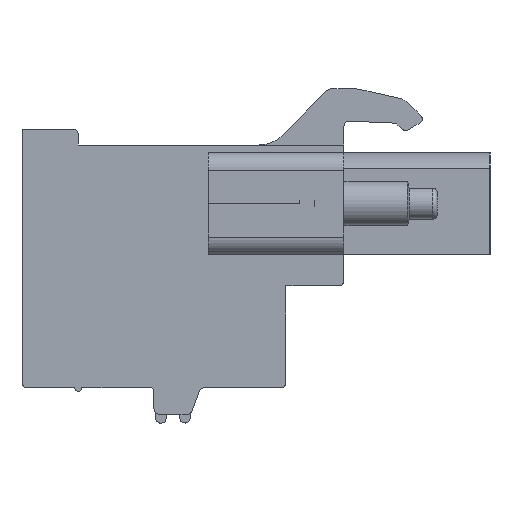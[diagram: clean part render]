
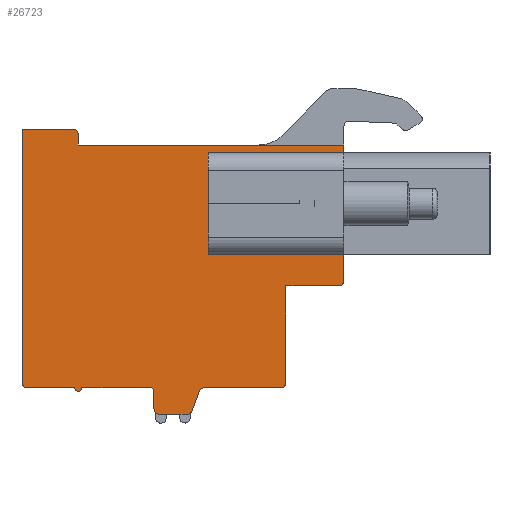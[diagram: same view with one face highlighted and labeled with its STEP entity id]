
A CAD part, left-side view. The second image highlights one B-rep face of the part: STEP entity #26723.
In plain terms, the highlighted planar face has unit normal (-1, 0, 0).
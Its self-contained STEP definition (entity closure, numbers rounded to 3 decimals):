
#4636=DIRECTION('',(0.,0.,1.));
#4637=VECTOR('',#4636,5.8);
#4638=CARTESIAN_POINT('',(-122.54,2.04,0.73));
#4639=LINE('',#4638,#4637);
#4688=DIRECTION('',(0.,0.,1.));
#4689=VECTOR('',#4688,5.8);
#4690=CARTESIAN_POINT('',(-122.54,-4.06,0.73));
#4691=LINE('',#4690,#4689);
#4692=DIRECTION('',(0.,1.,0.));
#4693=VECTOR('',#4692,6.1);
#4694=CARTESIAN_POINT('',(-122.54,-4.06,0.73));
#4695=LINE('',#4694,#4693);
#4696=DIRECTION('',(0.,1.,0.));
#4697=VECTOR('',#4696,6.1);
#4698=CARTESIAN_POINT('',(-122.54,-4.06,6.53));
#4699=LINE('',#4698,#4697);
#4700=CARTESIAN_POINT('',(-122.54,-5.36,-0.74));
#4701=DIRECTION('',(1.,0.,0.));
#4702=DIRECTION('',(0.,-1.,0.));
#4703=AXIS2_PLACEMENT_3D('',#4700,#4701,#4702);
#4705=DIRECTION('',(0.,-1.,0.));
#4706=VECTOR('',#4705,3.);
#4707=CARTESIAN_POINT('',(-122.54,-2.36,-1.04));
#4708=LINE('',#4707,#4706);
#4709=CARTESIAN_POINT('',(-122.54,-2.06,-6.54));
#4710=DIRECTION('',(1.,0.,0.));
#4711=DIRECTION('',(0.,-1.,0.));
#4712=AXIS2_PLACEMENT_3D('',#4709,#4710,#4711);
#4714=DIRECTION('',(0.,1.,0.));
#4715=VECTOR('',#4714,4.34);
#4716=CARTESIAN_POINT('',(-122.54,-2.06,-6.84));
#4717=LINE('',#4716,#4715);
#4718=CARTESIAN_POINT('',(-122.54,2.28,-7.14));
#4719=DIRECTION('',(-1.,0.,0.));
#4720=DIRECTION('',(0.,0.,1.));
#4721=AXIS2_PLACEMENT_3D('',#4718,#4719,#4720);
#4723=DIRECTION('',(0.,0.345,-0.939));
#4724=VECTOR('',#4723,1.179);
#4725=CARTESIAN_POINT('',(-122.54,2.562,-7.037));
#4726=LINE('',#4725,#4724);
#4727=CARTESIAN_POINT('',(-122.54,3.25,-8.04));
#4728=DIRECTION('',(1.,0.,0.));
#4729=DIRECTION('',(0.,-0.939,-0.345));
#4730=AXIS2_PLACEMENT_3D('',#4727,#4728,#4729);
#4732=DIRECTION('',(0.,1.,0.));
#4733=VECTOR('',#4732,1.59);
#4734=CARTESIAN_POINT('',(-122.54,3.25,-8.34));
#4735=LINE('',#4734,#4733);
#4736=CARTESIAN_POINT('',(-122.54,4.84,-8.04));
#4737=DIRECTION('',(1.,0.,0.));
#4738=DIRECTION('',(0.,0.,-1.));
#4739=AXIS2_PLACEMENT_3D('',#4736,#4737,#4738);
#4741=DIRECTION('',(0.,0.,1.));
#4742=VECTOR('',#4741,1.);
#4743=CARTESIAN_POINT('',(-122.54,5.14,-8.04));
#4744=LINE('',#4743,#4742);
#4745=CARTESIAN_POINT('',(-122.54,5.34,-7.04));
#4746=DIRECTION('',(-1.,0.,0.));
#4747=DIRECTION('',(0.,-1.,0.));
#4748=AXIS2_PLACEMENT_3D('',#4745,#4746,#4747);
#4750=DIRECTION('',(0.,1.,0.));
#4751=VECTOR('',#4750,3.9);
#4752=CARTESIAN_POINT('',(-122.54,5.34,-6.84));
#4753=LINE('',#4752,#4751);
#4754=CARTESIAN_POINT('',(-122.54,9.44,-6.84));
#4755=DIRECTION('',(1.,0.,0.));
#4756=DIRECTION('',(0.,-1.,0.));
#4757=AXIS2_PLACEMENT_3D('',#4754,#4755,#4756);
#4759=DIRECTION('',(0.,1.,0.));
#4760=VECTOR('',#4759,2.7);
#4761=CARTESIAN_POINT('',(-122.54,9.64,-6.84));
#4762=LINE('',#4761,#4760);
#4763=CARTESIAN_POINT('',(-122.54,12.34,-6.54));
#4764=DIRECTION('',(1.,0.,0.));
#4765=DIRECTION('',(0.,0.,-1.));
#4766=AXIS2_PLACEMENT_3D('',#4763,#4764,#4765);
#4768=DIRECTION('',(0.,0.,1.));
#4769=VECTOR('',#4768,14.4);
#4770=CARTESIAN_POINT('',(-122.54,12.64,-6.54));
#4771=LINE('',#4770,#4769);
#4772=DIRECTION('',(0.,-1.,0.));
#4773=VECTOR('',#4772,2.9);
#4774=CARTESIAN_POINT('',(-122.54,12.64,7.86));
#4775=LINE('',#4774,#4773);
#4776=CARTESIAN_POINT('',(-122.54,9.74,7.56));
#4777=DIRECTION('',(1.,0.,0.));
#4778=DIRECTION('',(0.,0.,1.));
#4779=AXIS2_PLACEMENT_3D('',#4776,#4777,#4778);
#4781=DIRECTION('',(0.,0.,-1.));
#4782=VECTOR('',#4781,0.6);
#4783=CARTESIAN_POINT('',(-122.54,9.44,7.56));
#4784=LINE('',#4783,#4782);
#4785=DIRECTION('',(0.,-1.,0.));
#4786=VECTOR('',#4785,15.1);
#4787=CARTESIAN_POINT('',(-122.54,9.44,6.96));
#4788=LINE('',#4787,#4786);
#4789=DIRECTION('',(0.,0.,-1.));
#4790=VECTOR('',#4789,7.7);
#4791=CARTESIAN_POINT('',(-122.54,-5.66,6.96));
#4792=LINE('',#4791,#4790);
#4805=DIRECTION('',(0.,0.,1.));
#4806=VECTOR('',#4805,5.5);
#4807=CARTESIAN_POINT('',(-122.54,-2.36,-6.54));
#4808=LINE('',#4807,#4806);
#15257=CARTESIAN_POINT('',(-122.54,9.44,6.96));
#15258=CARTESIAN_POINT('',(-122.54,-5.66,6.96));
#15259=VERTEX_POINT('',#15257);
#15260=VERTEX_POINT('',#15258);
#15261=CARTESIAN_POINT('',(-122.54,-2.36,-6.54));
#15262=CARTESIAN_POINT('',(-122.54,-2.06,-6.84));
#15263=VERTEX_POINT('',#15261);
#15264=VERTEX_POINT('',#15262);
#15265=CARTESIAN_POINT('',(-122.54,2.28,-6.84));
#15266=VERTEX_POINT('',#15265);
#15267=CARTESIAN_POINT('',(-122.54,2.562,-7.037));
#15268=VERTEX_POINT('',#15267);
#15269=CARTESIAN_POINT('',(-122.54,2.968,-8.143));
#15270=VERTEX_POINT('',#15269);
#15271=CARTESIAN_POINT('',(-122.54,3.25,-8.34));
#15272=VERTEX_POINT('',#15271);
#15273=CARTESIAN_POINT('',(-122.54,4.84,-8.34));
#15274=VERTEX_POINT('',#15273);
#15275=CARTESIAN_POINT('',(-122.54,5.14,-8.04));
#15276=VERTEX_POINT('',#15275);
#15277=CARTESIAN_POINT('',(-122.54,5.14,-7.04));
#15278=VERTEX_POINT('',#15277);
#15279=CARTESIAN_POINT('',(-122.54,5.34,-6.84));
#15280=VERTEX_POINT('',#15279);
#15281=CARTESIAN_POINT('',(-122.54,9.24,-6.84));
#15282=VERTEX_POINT('',#15281);
#15283=CARTESIAN_POINT('',(-122.54,9.64,-6.84));
#15284=VERTEX_POINT('',#15283);
#15285=CARTESIAN_POINT('',(-122.54,12.34,-6.84));
#15286=VERTEX_POINT('',#15285);
#15287=CARTESIAN_POINT('',(-122.54,12.64,-6.54));
#15288=VERTEX_POINT('',#15287);
#15289=CARTESIAN_POINT('',(-122.54,12.64,7.86));
#15290=VERTEX_POINT('',#15289);
#15291=CARTESIAN_POINT('',(-122.54,9.74,7.86));
#15292=VERTEX_POINT('',#15291);
#15293=CARTESIAN_POINT('',(-122.54,9.44,7.56));
#15294=VERTEX_POINT('',#15293);
#19691=CARTESIAN_POINT('',(-122.54,2.04,0.73));
#19692=CARTESIAN_POINT('',(-122.54,2.04,6.53));
#19693=VERTEX_POINT('',#19691);
#19694=VERTEX_POINT('',#19692);
#19727=CARTESIAN_POINT('',(-122.54,-4.06,0.73));
#19728=CARTESIAN_POINT('',(-122.54,-4.06,6.53));
#19729=VERTEX_POINT('',#19727);
#19730=VERTEX_POINT('',#19728);
#19973=CARTESIAN_POINT('',(-122.54,-5.66,-0.74));
#19974=CARTESIAN_POINT('',(-122.54,-5.36,-1.04));
#19975=VERTEX_POINT('',#19973);
#19976=VERTEX_POINT('',#19974);
#19977=CARTESIAN_POINT('',(-122.54,-2.36,-1.04));
#19978=VERTEX_POINT('',#19977);
#26667=CARTESIAN_POINT('',(-122.54,0.,0.));
#26668=DIRECTION('',(1.,0.,0.));
#26669=DIRECTION('',(0.,-1.,0.));
#26670=AXIS2_PLACEMENT_3D('',#26667,#26668,#26669);
#26671=PLANE('',#26670);
#26673=ORIENTED_EDGE('',*,*,#26672,.T.);
#26675=ORIENTED_EDGE('',*,*,#26674,.F.);
#26677=ORIENTED_EDGE('',*,*,#26676,.F.);
#26679=ORIENTED_EDGE('',*,*,#26678,.T.);
#26681=ORIENTED_EDGE('',*,*,#26680,.T.);
#26683=ORIENTED_EDGE('',*,*,#26682,.T.);
#26685=ORIENTED_EDGE('',*,*,#26684,.T.);
#26687=ORIENTED_EDGE('',*,*,#26686,.T.);
#26689=ORIENTED_EDGE('',*,*,#26688,.T.);
#26691=ORIENTED_EDGE('',*,*,#26690,.T.);
#26693=ORIENTED_EDGE('',*,*,#26692,.T.);
#26695=ORIENTED_EDGE('',*,*,#26694,.T.);
#26697=ORIENTED_EDGE('',*,*,#26696,.T.);
#26699=ORIENTED_EDGE('',*,*,#26698,.T.);
#26701=ORIENTED_EDGE('',*,*,#26700,.T.);
#26703=ORIENTED_EDGE('',*,*,#26702,.T.);
#26705=ORIENTED_EDGE('',*,*,#26704,.T.);
#26707=ORIENTED_EDGE('',*,*,#26706,.T.);
#26709=ORIENTED_EDGE('',*,*,#26708,.T.);
#26711=ORIENTED_EDGE('',*,*,#26710,.T.);
#26713=ORIENTED_EDGE('',*,*,#26712,.T.);
#26714=ORIENTED_EDGE('',*,*,#20172,.T.);
#26715=EDGE_LOOP('',(#26673,#26675,#26677,#26679,#26681,#26683,#26685,#26687,
#26689,#26691,#26693,#26695,#26697,#26699,#26701,#26703,#26705,#26707,#26709,
#26711,#26713,#26714));
#26716=FACE_OUTER_BOUND('',#26715,.F.);
#26717=ORIENTED_EDGE('',*,*,#26633,.F.);
#26718=ORIENTED_EDGE('',*,*,#26659,.T.);
#26719=ORIENTED_EDGE('',*,*,#26562,.T.);
#26720=ORIENTED_EDGE('',*,*,#26594,.F.);
#26721=EDGE_LOOP('',(#26717,#26718,#26719,#26720));
#26722=FACE_BOUND('',#26721,.F.);
#26723=ADVANCED_FACE('',(#26716,#26722),#26671,.F.);
#4704=CIRCLE('',#4703,0.3);
#4713=CIRCLE('',#4712,0.3);
#4722=CIRCLE('',#4721,0.3);
#4731=CIRCLE('',#4730,0.3);
#4740=CIRCLE('',#4739,0.3);
#4749=CIRCLE('',#4748,0.2);
#4758=CIRCLE('',#4757,0.2);
#4767=CIRCLE('',#4766,0.3);
#4780=CIRCLE('',#4779,0.3);
#20172=EDGE_CURVE('',#15260,#19975,#4792,.T.);
#26562=EDGE_CURVE('',#19730,#19694,#4699,.T.);
#26594=EDGE_CURVE('',#19693,#19694,#4639,.T.);
#26633=EDGE_CURVE('',#19729,#19693,#4695,.T.);
#26659=EDGE_CURVE('',#19729,#19730,#4691,.T.);
#26672=EDGE_CURVE('',#19975,#19976,#4704,.T.);
#26674=EDGE_CURVE('',#19978,#19976,#4708,.T.);
#26676=EDGE_CURVE('',#15263,#19978,#4808,.T.);
#26678=EDGE_CURVE('',#15263,#15264,#4713,.T.);
#26680=EDGE_CURVE('',#15264,#15266,#4717,.T.);
#26682=EDGE_CURVE('',#15266,#15268,#4722,.T.);
#26684=EDGE_CURVE('',#15268,#15270,#4726,.T.);
#26686=EDGE_CURVE('',#15270,#15272,#4731,.T.);
#26688=EDGE_CURVE('',#15272,#15274,#4735,.T.);
#26690=EDGE_CURVE('',#15274,#15276,#4740,.T.);
#26692=EDGE_CURVE('',#15276,#15278,#4744,.T.);
#26694=EDGE_CURVE('',#15278,#15280,#4749,.T.);
#26696=EDGE_CURVE('',#15280,#15282,#4753,.T.);
#26698=EDGE_CURVE('',#15282,#15284,#4758,.T.);
#26700=EDGE_CURVE('',#15284,#15286,#4762,.T.);
#26702=EDGE_CURVE('',#15286,#15288,#4767,.T.);
#26704=EDGE_CURVE('',#15288,#15290,#4771,.T.);
#26706=EDGE_CURVE('',#15290,#15292,#4775,.T.);
#26708=EDGE_CURVE('',#15292,#15294,#4780,.T.);
#26710=EDGE_CURVE('',#15294,#15259,#4784,.T.);
#26712=EDGE_CURVE('',#15259,#15260,#4788,.T.);
